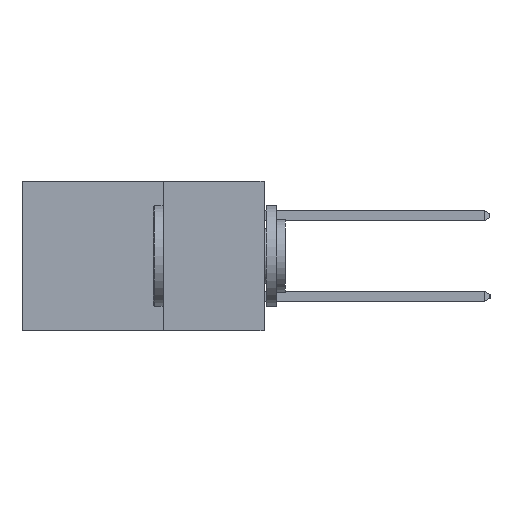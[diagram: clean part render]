
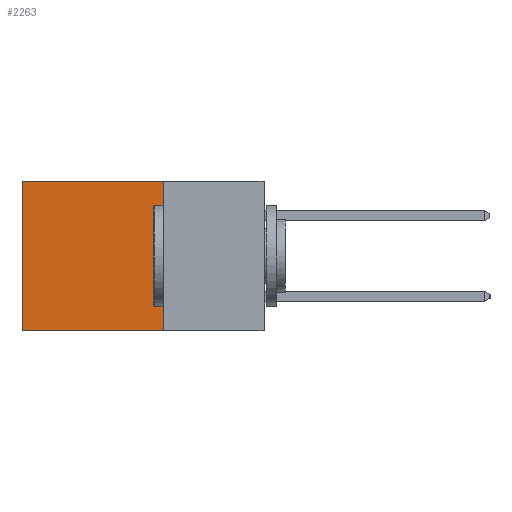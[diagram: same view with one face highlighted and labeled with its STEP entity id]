
A CAD part, left-side view. The second image highlights one B-rep face of the part: STEP entity #2263.
In plain terms, the highlighted planar face has unit normal (-1, 0, 0).
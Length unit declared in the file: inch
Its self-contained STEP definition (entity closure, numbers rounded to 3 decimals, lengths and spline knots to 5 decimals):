
#1625 = EDGE_CURVE ( 'NONE', #7664, #2000, #11498, .T. ) ;
#1641 = EDGE_CURVE ( 'NONE', #2000, #3087, #6346, .T. ) ;
#1964 = DIRECTION ( 'NONE',  ( 0., 0., -1. ) ) ;
#2000 = VERTEX_POINT ( 'NONE', #10324 ) ;
#2125 = CARTESIAN_POINT ( 'NONE',  ( 0.2615, 0.25, -0.37 ) ) ;
#2263 = ADVANCED_FACE ( 'NONE', ( #11368 ), #9188, .F. ) ;
#2497 = VERTEX_POINT ( 'NONE', #8422 ) ;
#3087 = VERTEX_POINT ( 'NONE', #7447 ) ;
#3106 = VECTOR ( 'NONE', #10203, 39.37008 ) ;
#3346 = EDGE_CURVE ( 'NONE', #7664, #2497, #7021, .T. ) ;
#3370 = ORIENTED_EDGE ( 'NONE', *, *, #1625, .T. ) ;
#3703 = DIRECTION ( 'NONE',  ( 0., 0., -1. ) ) ;
#4132 = EDGE_CURVE ( 'NONE', #2497, #3087, #7949, .T. ) ;
#4169 = CARTESIAN_POINT ( 'NONE',  ( 0.2615, 0.25, 0. ) ) ;
#5263 = ORIENTED_EDGE ( 'NONE', *, *, #3346, .F. ) ;
#6346 = LINE ( 'NONE', #8227, #10694 ) ;
#6435 = DIRECTION ( 'NONE',  ( 0., 0., -1. ) ) ;
#6634 = VECTOR ( 'NONE', #6866, 39.37008 ) ;
#6706 = EDGE_LOOP ( 'NONE', ( #11669, #9681, #5263, #3370 ) ) ;
#6736 = VECTOR ( 'NONE', #1964, 39.37008 ) ;
#6866 = DIRECTION ( 'NONE',  ( 0., 1., 0. ) ) ;
#7021 = LINE ( 'NONE', #2125, #6736 ) ;
#7447 = CARTESIAN_POINT ( 'NONE',  ( 0.2615, 0.6, -0.37 ) ) ;
#7664 = VERTEX_POINT ( 'NONE', #8664 ) ;
#7949 = LINE ( 'NONE', #11063, #3106 ) ;
#8227 = CARTESIAN_POINT ( 'NONE',  ( 0.2615, 0.6, -0.37 ) ) ;
#8422 = CARTESIAN_POINT ( 'NONE',  ( 0.2615, 0.25, -0.37 ) ) ;
#8664 = CARTESIAN_POINT ( 'NONE',  ( 0.2615, 0.25, 0. ) ) ;
#9188 = PLANE ( 'NONE',  #9659 ) ;
#9659 = AXIS2_PLACEMENT_3D ( 'NONE', #9906, #10166, #6435 ) ;
#9681 = ORIENTED_EDGE ( 'NONE', *, *, #4132, .F. ) ;
#9906 = CARTESIAN_POINT ( 'NONE',  ( 0.2615, 0.25, -0.37 ) ) ;
#10166 = DIRECTION ( 'NONE',  ( 1., 0., 0. ) ) ;
#10203 = DIRECTION ( 'NONE',  ( 0., 1., 0. ) ) ;
#10324 = CARTESIAN_POINT ( 'NONE',  ( 0.2615, 0.6, 0. ) ) ;
#10694 = VECTOR ( 'NONE', #3703, 39.37008 ) ;
#11063 = CARTESIAN_POINT ( 'NONE',  ( 0.2615, 0.25, -0.37 ) ) ;
#11368 = FACE_OUTER_BOUND ( 'NONE', #6706, .T. ) ;
#11498 = LINE ( 'NONE', #4169, #6634 ) ;
#11669 = ORIENTED_EDGE ( 'NONE', *, *, #1641, .T. ) ;
